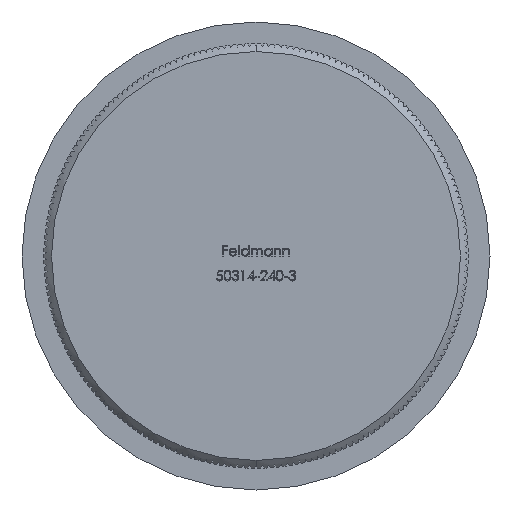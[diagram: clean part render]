
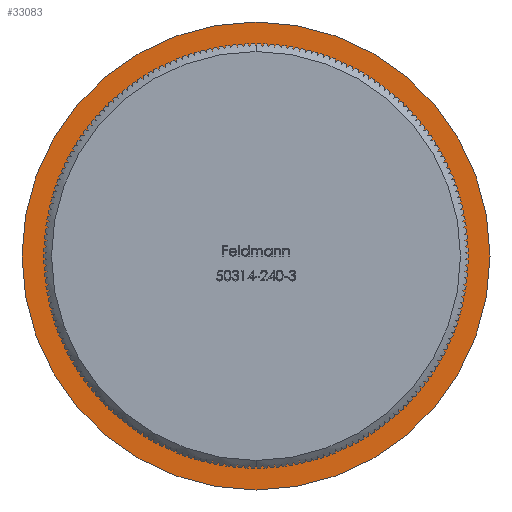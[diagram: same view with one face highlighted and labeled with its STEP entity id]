
A CAD part, front view. The second image highlights one B-rep face of the part: STEP entity #33083.
In plain terms, the highlighted planar face has unit normal (0, -1, 0).
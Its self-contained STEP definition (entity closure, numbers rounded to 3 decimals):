
#1092 = VERTEX_POINT ( 'NONE', #1197 ) ;
#1197 = CARTESIAN_POINT ( 'NONE',  ( 0., 8., -26.7 ) ) ;
#1554 = CARTESIAN_POINT ( 'NONE',  ( 26.7, 8., 0. ) ) ;
#1641 = ORIENTED_EDGE ( 'NONE', *, *, #15414, .F. ) ;
#1807 = VERTEX_POINT ( 'NONE', #18245 ) ;
#2401 = CARTESIAN_POINT ( 'NONE',  ( 0., 8., 0. ) ) ;
#4901 = EDGE_CURVE ( 'NONE', #1807, #25417, #24835, .T. ) ;
#5327 = DIRECTION ( 'NONE',  ( 0., 0., -1. ) ) ;
#5513 = CIRCLE ( 'NONE', #21528, 30.15 ) ;
#7878 = ORIENTED_EDGE ( 'NONE', *, *, #27525, .F. ) ;
#7944 = CARTESIAN_POINT ( 'NONE',  ( 0., 8., 0. ) ) ;
#10017 = DIRECTION ( 'NONE',  ( 0., 0., -1. ) ) ;
#10717 = DIRECTION ( 'NONE',  ( 0., 0., -1. ) ) ;
#10763 = AXIS2_PLACEMENT_3D ( 'NONE', #7944, #27348, #10717 ) ;
#10950 = CARTESIAN_POINT ( 'NONE',  ( 0., 8., 26.7 ) ) ;
#11221 = EDGE_CURVE ( 'NONE', #25417, #1807, #5513, .T. ) ;
#12564 = PLANE ( 'NONE',  #26288 ) ;
#12808 = DIRECTION ( 'NONE',  ( 0., -1., 0. ) ) ;
#13047 = DIRECTION ( 'NONE',  ( 0., 0., -1. ) ) ;
#13644 = DIRECTION ( 'NONE',  ( 0., -1., 0. ) ) ;
#13968 = AXIS2_PLACEMENT_3D ( 'NONE', #2401, #13644, #5327 ) ;
#14102 = FACE_OUTER_BOUND ( 'NONE', #18719, .T. ) ;
#15414 = EDGE_CURVE ( 'NONE', #20931, #1092, #32632, .T. ) ;
#15479 = DIRECTION ( 'NONE',  ( 0., -1., 0. ) ) ;
#15839 = CARTESIAN_POINT ( 'NONE',  ( 0., 8., 0. ) ) ;
#17075 = CARTESIAN_POINT ( 'NONE',  ( 0., 8., -30.15 ) ) ;
#18245 = CARTESIAN_POINT ( 'NONE',  ( 0., 8., 30.15 ) ) ;
#18268 = CARTESIAN_POINT ( 'NONE',  ( 0., 8., 0. ) ) ;
#18719 = EDGE_LOOP ( 'NONE', ( #19070, #33036 ) ) ;
#19070 = ORIENTED_EDGE ( 'NONE', *, *, #11221, .T. ) ;
#20931 = VERTEX_POINT ( 'NONE', #10950 ) ;
#21069 = DIRECTION ( 'NONE',  ( 0., 0., -1. ) ) ;
#21528 = AXIS2_PLACEMENT_3D ( 'NONE', #18268, #34521, #10017 ) ;
#24835 = CIRCLE ( 'NONE', #13968, 30.15 ) ;
#25086 = CIRCLE ( 'NONE', #35635, 26.7 ) ;
#25417 = VERTEX_POINT ( 'NONE', #17075 ) ;
#26288 = AXIS2_PLACEMENT_3D ( 'NONE', #1554, #15479, #13047 ) ;
#27348 = DIRECTION ( 'NONE',  ( 0., -1., 0. ) ) ;
#27525 = EDGE_CURVE ( 'NONE', #1092, #20931, #25086, .T. ) ;
#30272 = EDGE_LOOP ( 'NONE', ( #7878, #1641 ) ) ;
#31899 = FACE_BOUND ( 'NONE', #30272, .T. ) ;
#32632 = CIRCLE ( 'NONE', #10763, 26.7 ) ;
#33036 = ORIENTED_EDGE ( 'NONE', *, *, #4901, .T. ) ;
#33083 = ADVANCED_FACE ( 'NONE', ( #14102, #31899 ), #12564, .T. ) ;
#34521 = DIRECTION ( 'NONE',  ( 0., -1., 0. ) ) ;
#35635 = AXIS2_PLACEMENT_3D ( 'NONE', #15839, #12808, #21069 ) ;
